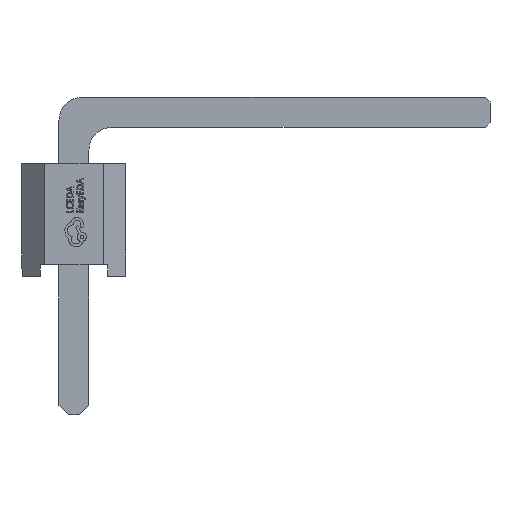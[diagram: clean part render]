
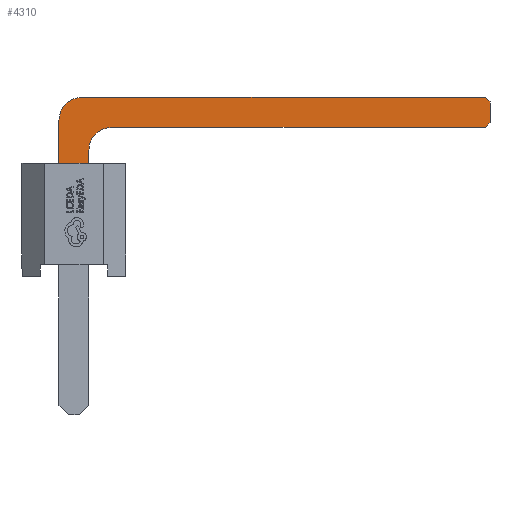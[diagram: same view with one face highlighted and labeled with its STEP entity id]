
A CAD part, left-side view. The second image highlights one B-rep face of the part: STEP entity #4310.
In plain terms, the highlighted planar face has unit normal (-1, 0, 0).
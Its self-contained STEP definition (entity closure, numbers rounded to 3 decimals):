
#176 = VERTEX_POINT ( 'NONE', #18843 ) ;
#231 = DIRECTION ( 'NONE',  ( 0., 0., 1. ) ) ;
#884 = VECTOR ( 'NONE', #1005, 1000. ) ;
#1005 = DIRECTION ( 'NONE',  ( 0., -1., 0. ) ) ;
#1023 = DIRECTION ( 'NONE',  ( 0., 0., -1. ) ) ;
#1089 = ORIENTED_EDGE ( 'NONE', *, *, #17582, .F. ) ;
#1300 = EDGE_CURVE ( 'NONE', #11709, #2037, #14618, .T. ) ;
#1387 = ORIENTED_EDGE ( 'NONE', *, *, #1800, .T. ) ;
#1432 = LINE ( 'NONE', #4278, #16649 ) ;
#1605 = LINE ( 'NONE', #12075, #13816 ) ;
#1800 = EDGE_CURVE ( 'NONE', #13068, #7185, #18150, .T. ) ;
#1829 = VECTOR ( 'NONE', #12044, 1000. ) ;
#2037 = VERTEX_POINT ( 'NONE', #14428 ) ;
#2277 = EDGE_CURVE ( 'NONE', #2037, #19273, #17182, .T. ) ;
#2520 = VERTEX_POINT ( 'NONE', #6361 ) ;
#3557 = CARTESIAN_POINT ( 'NONE',  ( -5.4, 0.33, 2.49 ) ) ;
#4060 = DIRECTION ( 'NONE',  ( 0., 0., -1. ) ) ;
#4248 = ORIENTED_EDGE ( 'NONE', *, *, #19330, .T. ) ;
#4278 = CARTESIAN_POINT ( 'NONE',  ( -5.4, -9.07, 3.28 ) ) ;
#4310 = ADVANCED_FACE ( 'NONE', ( #7415 ), #19306, .F. ) ;
#4981 = ORIENTED_EDGE ( 'NONE', *, *, #1300, .T. ) ;
#5433 = CARTESIAN_POINT ( 'NONE',  ( -5.4, 0.33, 3.44 ) ) ;
#5552 = CIRCLE ( 'NONE', #10643, 0.5 ) ;
#5781 = VECTOR ( 'NONE', #14051, 1000. ) ;
#5872 = DIRECTION ( 'NONE',  ( 0., -0.707, 0.707 ) ) ;
#5973 = CARTESIAN_POINT ( 'NONE',  ( -5.4, -0.33, 2.78 ) ) ;
#6087 = EDGE_CURVE ( 'NONE', #2520, #13068, #15756, .T. ) ;
#6361 = CARTESIAN_POINT ( 'NONE',  ( -5.4, -0.17, 3.94 ) ) ;
#6832 = CARTESIAN_POINT ( 'NONE',  ( -5.4, -9.07, 3.94 ) ) ;
#6913 = CARTESIAN_POINT ( 'NONE',  ( -5.4, -9.07, 3.28 ) ) ;
#6980 = DIRECTION ( 'NONE',  ( 0., 0., 1. ) ) ;
#7061 = VECTOR ( 'NONE', #6980, 1000. ) ;
#7175 = CARTESIAN_POINT ( 'NONE',  ( -5.4, -9.17, 3.38 ) ) ;
#7185 = VERTEX_POINT ( 'NONE', #3557 ) ;
#7415 = FACE_OUTER_BOUND ( 'NONE', #11655, .T. ) ;
#8015 = VECTOR ( 'NONE', #17620, 1000. ) ;
#8063 = CARTESIAN_POINT ( 'NONE',  ( -5.4, -9.17, 3.84 ) ) ;
#8212 = LINE ( 'NONE', #18803, #5781 ) ;
#8516 = VECTOR ( 'NONE', #11362, 1000. ) ;
#10057 = ORIENTED_EDGE ( 'NONE', *, *, #10877, .T. ) ;
#10637 = DIRECTION ( 'NONE',  ( 1., 0., 0. ) ) ;
#10643 = AXIS2_PLACEMENT_3D ( 'NONE', #13509, #10637, #231 ) ;
#10786 = ORIENTED_EDGE ( 'NONE', *, *, #15826, .T. ) ;
#10877 = EDGE_CURVE ( 'NONE', #19273, #2520, #12142, .T. ) ;
#11022 = AXIS2_PLACEMENT_3D ( 'NONE', #16353, #17953, #1023 ) ;
#11195 = EDGE_CURVE ( 'NONE', #176, #12491, #11793, .T. ) ;
#11362 = DIRECTION ( 'NONE',  ( 0., 0.707, 0.707 ) ) ;
#11505 = ORIENTED_EDGE ( 'NONE', *, *, #2277, .T. ) ;
#11655 = EDGE_LOOP ( 'NONE', ( #1089, #4248, #16605, #11849, #10786, #4981, #11505, #10057, #14352, #1387 ) ) ;
#11709 = VERTEX_POINT ( 'NONE', #12442 ) ;
#11793 = LINE ( 'NONE', #16532, #884 ) ;
#11849 = ORIENTED_EDGE ( 'NONE', *, *, #11195, .T. ) ;
#12042 = CARTESIAN_POINT ( 'NONE',  ( -5.4, -0.33, 2.49 ) ) ;
#12044 = DIRECTION ( 'NONE',  ( 0., 1., 0. ) ) ;
#12075 = CARTESIAN_POINT ( 'NONE',  ( -5.4, -0.33, -2.85 ) ) ;
#12142 = LINE ( 'NONE', #13349, #1829 ) ;
#12442 = CARTESIAN_POINT ( 'NONE',  ( -5.4, -9.17, 3.38 ) ) ;
#12491 = VERTEX_POINT ( 'NONE', #6913 ) ;
#13019 = EDGE_CURVE ( 'NONE', #13852, #176, #5552, .T. ) ;
#13068 = VERTEX_POINT ( 'NONE', #13606 ) ;
#13349 = CARTESIAN_POINT ( 'NONE',  ( -5.4, -9.07, 3.94 ) ) ;
#13463 = DIRECTION ( 'NONE',  ( 1., 0., 0. ) ) ;
#13509 = CARTESIAN_POINT ( 'NONE',  ( -5.4, -0.83, 2.78 ) ) ;
#13606 = CARTESIAN_POINT ( 'NONE',  ( -5.4, 0.33, 3.44 ) ) ;
#13816 = VECTOR ( 'NONE', #18123, 1000. ) ;
#13852 = VERTEX_POINT ( 'NONE', #5973 ) ;
#14051 = DIRECTION ( 'NONE',  ( 0., 1., 0. ) ) ;
#14352 = ORIENTED_EDGE ( 'NONE', *, *, #6087, .T. ) ;
#14428 = CARTESIAN_POINT ( 'NONE',  ( -5.4, -9.17, 3.84 ) ) ;
#14618 = LINE ( 'NONE', #7175, #7061 ) ;
#15514 = AXIS2_PLACEMENT_3D ( 'NONE', #17636, #13463, #4060 ) ;
#15756 = CIRCLE ( 'NONE', #11022, 0.5 ) ;
#15826 = EDGE_CURVE ( 'NONE', #12491, #11709, #1432, .T. ) ;
#16353 = CARTESIAN_POINT ( 'NONE',  ( -5.4, -0.17, 3.44 ) ) ;
#16532 = CARTESIAN_POINT ( 'NONE',  ( -5.4, -0.83, 3.28 ) ) ;
#16605 = ORIENTED_EDGE ( 'NONE', *, *, #13019, .T. ) ;
#16649 = VECTOR ( 'NONE', #5872, 1000. ) ;
#17049 = VERTEX_POINT ( 'NONE', #12042 ) ;
#17182 = LINE ( 'NONE', #8063, #8516 ) ;
#17582 = EDGE_CURVE ( 'NONE', #17049, #7185, #8212, .T. ) ;
#17620 = DIRECTION ( 'NONE',  ( 0., 0., -1. ) ) ;
#17636 = CARTESIAN_POINT ( 'NONE',  ( -5.4, -0.17, 3.44 ) ) ;
#17953 = DIRECTION ( 'NONE',  ( -1., 0., 0. ) ) ;
#18123 = DIRECTION ( 'NONE',  ( 0., 0., 1. ) ) ;
#18150 = LINE ( 'NONE', #5433, #8015 ) ;
#18803 = CARTESIAN_POINT ( 'NONE',  ( -5.4, 0., 2.49 ) ) ;
#18843 = CARTESIAN_POINT ( 'NONE',  ( -5.4, -0.83, 3.28 ) ) ;
#19273 = VERTEX_POINT ( 'NONE', #6832 ) ;
#19306 = PLANE ( 'NONE',  #15514 ) ;
#19330 = EDGE_CURVE ( 'NONE', #17049, #13852, #1605, .T. ) ;
